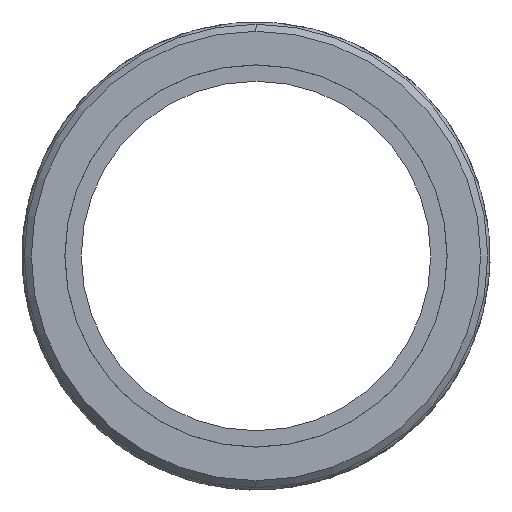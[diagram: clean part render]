
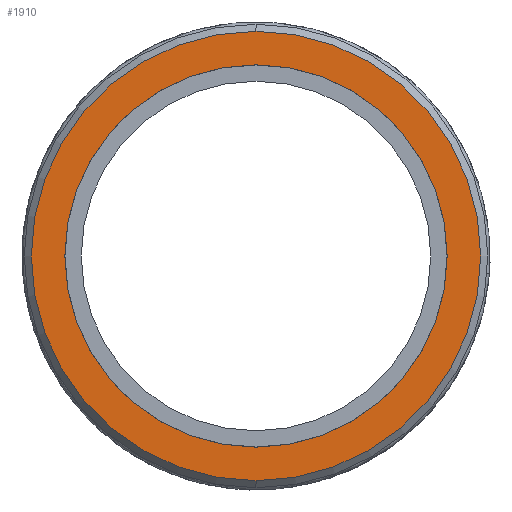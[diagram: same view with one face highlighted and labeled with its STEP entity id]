
A CAD part, front view. The second image highlights one B-rep face of the part: STEP entity #1910.
In plain terms, the highlighted planar face has unit normal (0, -1, 0).
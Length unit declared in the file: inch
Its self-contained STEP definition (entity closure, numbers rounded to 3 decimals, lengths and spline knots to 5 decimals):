
#144 = FACE_BOUND ( 'NONE', #535, .T. ) ;
#469 = EDGE_CURVE ( 'NONE', #3712, #3740, #2137, .T. ) ;
#535 = EDGE_LOOP ( 'NONE', ( #3156, #2856 ) ) ;
#595 = ORIENTED_EDGE ( 'NONE', *, *, #1646, .T. ) ;
#684 = DIRECTION ( 'NONE',  ( 0., 0., -1. ) ) ;
#808 = CIRCLE ( 'NONE', #1756, 1.61425 ) ;
#881 = CARTESIAN_POINT ( 'NONE',  ( 0., -1.75, -1.61425 ) ) ;
#892 = EDGE_LOOP ( 'NONE', ( #2016, #595 ) ) ;
#1140 = CIRCLE ( 'NONE', #3345, 1.8985 ) ;
#1197 = VERTEX_POINT ( 'NONE', #2017 ) ;
#1297 = FACE_OUTER_BOUND ( 'NONE', #892, .T. ) ;
#1420 = EDGE_CURVE ( 'NONE', #1197, #3107, #3199, .T. ) ;
#1485 = AXIS2_PLACEMENT_3D ( 'NONE', #2220, #2816, #684 ) ;
#1646 = EDGE_CURVE ( 'NONE', #3107, #1197, #1140, .T. ) ;
#1756 = AXIS2_PLACEMENT_3D ( 'NONE', #3875, #3269, #2319 ) ;
#1910 = ADVANCED_FACE ( 'NONE', ( #1297, #144 ), #2495, .T. ) ;
#1933 = DIRECTION ( 'NONE',  ( 0., 1., 0. ) ) ;
#1987 = DIRECTION ( 'NONE',  ( 0., -1., 0. ) ) ;
#2016 = ORIENTED_EDGE ( 'NONE', *, *, #1420, .T. ) ;
#2017 = CARTESIAN_POINT ( 'NONE',  ( 0., -1.75, 1.8985 ) ) ;
#2038 = DIRECTION ( 'NONE',  ( 0., 0., -1. ) ) ;
#2137 = CIRCLE ( 'NONE', #2967, 1.61425 ) ;
#2211 = DIRECTION ( 'NONE',  ( 0., 0., -1. ) ) ;
#2220 = CARTESIAN_POINT ( 'NONE',  ( 0., -1.75, 0. ) ) ;
#2227 = CARTESIAN_POINT ( 'NONE',  ( 0., -1.75, 0. ) ) ;
#2263 = CARTESIAN_POINT ( 'NONE',  ( 1.8985, -1.75, 0. ) ) ;
#2319 = DIRECTION ( 'NONE',  ( 0., 0., -1. ) ) ;
#2396 = CARTESIAN_POINT ( 'NONE',  ( 0., -1.75, 1.61425 ) ) ;
#2495 = PLANE ( 'NONE',  #3537 ) ;
#2816 = DIRECTION ( 'NONE',  ( 0., -1., 0. ) ) ;
#2846 = CARTESIAN_POINT ( 'NONE',  ( 0., -1.75, -1.8985 ) ) ;
#2856 = ORIENTED_EDGE ( 'NONE', *, *, #3132, .T. ) ;
#2967 = AXIS2_PLACEMENT_3D ( 'NONE', #2227, #1933, #2211 ) ;
#3107 = VERTEX_POINT ( 'NONE', #2846 ) ;
#3132 = EDGE_CURVE ( 'NONE', #3740, #3712, #808, .T. ) ;
#3156 = ORIENTED_EDGE ( 'NONE', *, *, #469, .T. ) ;
#3164 = DIRECTION ( 'NONE',  ( 0., 0., -1. ) ) ;
#3199 = CIRCLE ( 'NONE', #1485, 1.8985 ) ;
#3269 = DIRECTION ( 'NONE',  ( 0., 1., 0. ) ) ;
#3345 = AXIS2_PLACEMENT_3D ( 'NONE', #3789, #1987, #2038 ) ;
#3418 = DIRECTION ( 'NONE',  ( 0., -1., 0. ) ) ;
#3537 = AXIS2_PLACEMENT_3D ( 'NONE', #2263, #3418, #3164 ) ;
#3712 = VERTEX_POINT ( 'NONE', #881 ) ;
#3740 = VERTEX_POINT ( 'NONE', #2396 ) ;
#3789 = CARTESIAN_POINT ( 'NONE',  ( 0., -1.75, 0. ) ) ;
#3875 = CARTESIAN_POINT ( 'NONE',  ( 0., -1.75, 0. ) ) ;
